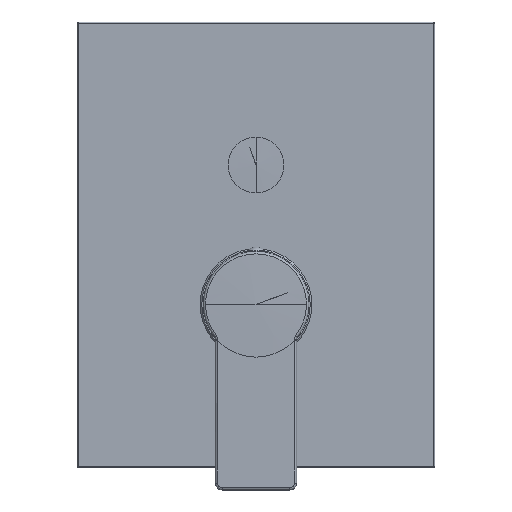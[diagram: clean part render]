
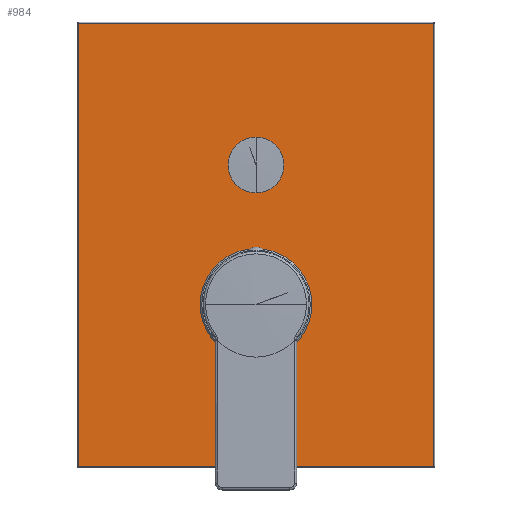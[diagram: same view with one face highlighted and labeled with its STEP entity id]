
A CAD part, top view. The second image highlights one B-rep face of the part: STEP entity #984.
In plain terms, the highlighted planar face has unit normal (0, 0, 1).
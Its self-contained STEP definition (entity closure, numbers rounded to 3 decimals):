
#40=DIRECTION('',(-1.,0.,0.));
#41=VECTOR('',#40,153.);
#42=CARTESIAN_POINT('',(76.5,95.75,60.));
#43=LINE('',#42,#41);
#44=DIRECTION('',(0.,1.,0.));
#45=VECTOR('',#44,191.);
#46=CARTESIAN_POINT('',(76.5,-95.25,60.));
#47=LINE('',#46,#45);
#48=DIRECTION('',(1.,0.,0.));
#49=VECTOR('',#48,153.);
#50=CARTESIAN_POINT('',(-76.5,-95.25,60.));
#51=LINE('',#50,#49);
#52=DIRECTION('',(0.,-1.,0.));
#53=VECTOR('',#52,191.);
#54=CARTESIAN_POINT('',(-76.5,95.75,60.));
#55=LINE('',#54,#53);
#183=CARTESIAN_POINT('',(0.,34.5,60.));
#184=DIRECTION('',(0.,0.,-1.));
#185=DIRECTION('',(1.,0.,0.));
#186=AXIS2_PLACEMENT_3D('',#183,#184,#185);
#188=CARTESIAN_POINT('',(0.,34.5,60.));
#189=DIRECTION('',(0.,0.,-1.));
#190=DIRECTION('',(-1.,0.,0.));
#191=AXIS2_PLACEMENT_3D('',#188,#189,#190);
#475=CARTESIAN_POINT('',(0.,-25.5,60.));
#476=DIRECTION('',(0.,0.,-1.));
#477=DIRECTION('',(-1.,0.,0.));
#478=AXIS2_PLACEMENT_3D('',#475,#476,#477);
#485=CARTESIAN_POINT('',(0.,-25.5,60.));
#486=DIRECTION('',(0.,0.,-1.));
#487=DIRECTION('',(1.,0.,0.));
#488=AXIS2_PLACEMENT_3D('',#485,#486,#487);
#877=CARTESIAN_POINT('',(76.5,95.75,60.));
#878=CARTESIAN_POINT('',(-76.5,95.75,60.));
#879=VERTEX_POINT('',#877);
#880=VERTEX_POINT('',#878);
#885=CARTESIAN_POINT('',(-76.5,-95.25,60.));
#886=VERTEX_POINT('',#885);
#891=CARTESIAN_POINT('',(76.5,-95.25,60.));
#892=VERTEX_POINT('',#891);
#905=CARTESIAN_POINT('',(-24.05,-25.5,60.));
#906=CARTESIAN_POINT('',(24.05,-25.5,60.));
#907=VERTEX_POINT('',#905);
#908=VERTEX_POINT('',#906);
#909=CARTESIAN_POINT('',(10.,34.5,60.));
#910=CARTESIAN_POINT('',(-10.,34.5,60.));
#911=VERTEX_POINT('',#909);
#912=VERTEX_POINT('',#910);
#958=CARTESIAN_POINT('',(0.,0.25,60.));
#959=DIRECTION('',(0.,0.,1.));
#960=DIRECTION('',(1.,0.,0.));
#961=AXIS2_PLACEMENT_3D('',#958,#959,#960);
#962=PLANE('',#961);
#964=ORIENTED_EDGE('',*,*,#963,.F.);
#966=ORIENTED_EDGE('',*,*,#965,.F.);
#967=ORIENTED_EDGE('',*,*,#941,.F.);
#969=ORIENTED_EDGE('',*,*,#968,.F.);
#970=EDGE_LOOP('',(#964,#966,#967,#969));
#971=FACE_OUTER_BOUND('',#970,.F.);
#973=ORIENTED_EDGE('',*,*,#972,.F.);
#975=ORIENTED_EDGE('',*,*,#974,.F.);
#976=EDGE_LOOP('',(#973,#975));
#977=FACE_BOUND('',#976,.F.);
#979=ORIENTED_EDGE('',*,*,#978,.F.);
#981=ORIENTED_EDGE('',*,*,#980,.F.);
#982=EDGE_LOOP('',(#979,#981));
#983=FACE_BOUND('',#982,.F.);
#984=ADVANCED_FACE('',(#971,#977,#983),#962,.T.);
#187=CIRCLE('',#186,10.);
#192=CIRCLE('',#191,10.);
#479=CIRCLE('',#478,24.05);
#489=CIRCLE('',#488,24.05);
#941=EDGE_CURVE('',#886,#892,#51,.T.);
#963=EDGE_CURVE('',#879,#880,#43,.T.);
#965=EDGE_CURVE('',#892,#879,#47,.T.);
#968=EDGE_CURVE('',#880,#886,#55,.T.);
#972=EDGE_CURVE('',#911,#912,#187,.T.);
#974=EDGE_CURVE('',#912,#911,#192,.T.);
#978=EDGE_CURVE('',#907,#908,#479,.T.);
#980=EDGE_CURVE('',#908,#907,#489,.T.);
